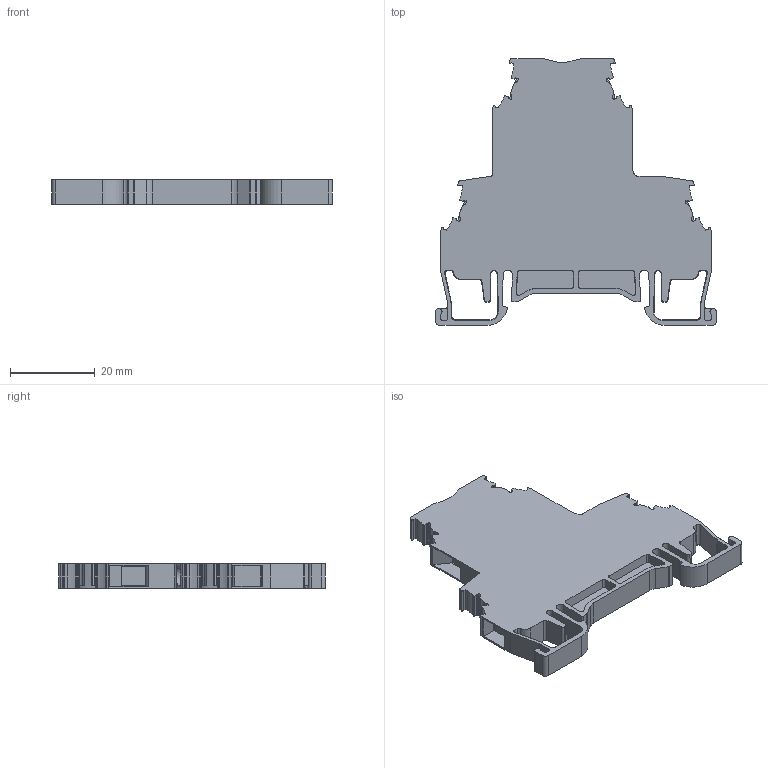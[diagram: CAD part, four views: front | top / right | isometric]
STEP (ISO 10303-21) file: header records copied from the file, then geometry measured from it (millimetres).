
FILE_DESCRIPTION (( 'STEP AP203' ), '1' );
FILE_NAME ('1612.STEP', '2020-08-26T07:59:44', ( '' ), ( '' ), 'SwSTEP 2.0', 'SolidWorks 2011', '' );
FILE_SCHEMA (( 'CONFIG_CONTROL_DESIGN' ));
Length unit declared in the file: millimetre
Products named in the file (1): 1612
Bounding box: 66.3 x 63 x 5.8 mm (x, y, z)
Volume: 12882.1 mm3; surface area: 8400.8 mm2
Topology: 1 solids, 1 shells, 424 faces, 1228 edges, 816 vertices
Faces by surface type: plane 235, cylinder 166, cone 21, bspline 2
Entity records: 15122 total; most frequent: CARTESIAN_POINT 4617, ORIENTED_EDGE 2456, DIRECTION 1769, EDGE_CURVE 1228, VERTEX_POINT 816, LINE 673, VECTOR 673, AXIS2_PLACEMENT_3D 548
